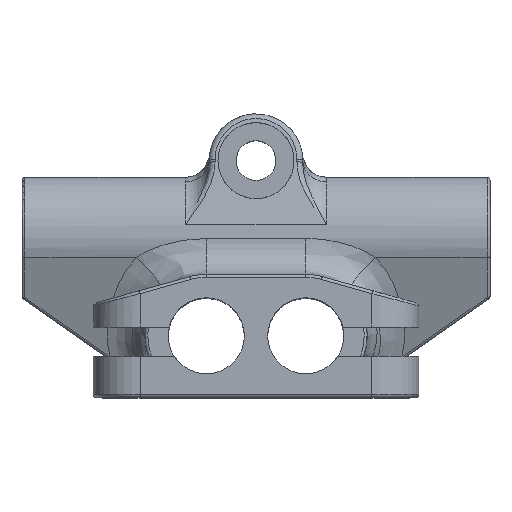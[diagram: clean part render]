
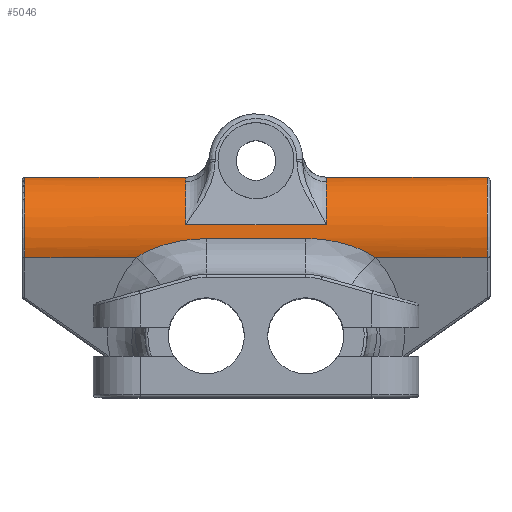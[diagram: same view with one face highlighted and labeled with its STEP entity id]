
A CAD part, top view. The second image highlights one B-rep face of the part: STEP entity #5046.
In plain terms, the highlighted cylindrical face has radius 5.25 mm (diameter 10.5 mm), a partial arc.
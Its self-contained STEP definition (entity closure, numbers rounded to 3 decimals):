
#209=LINE('',#7502,#514);
#230=LINE('',#7930,#535);
#231=LINE('',#7934,#536);
#232=LINE('',#7942,#537);
#233=LINE('',#7950,#538);
#234=LINE('',#7953,#539);
#514=VECTOR('',#5950,10.);
#535=VECTOR('',#6043,10.);
#536=VECTOR('',#6046,10.);
#537=VECTOR('',#6047,10.);
#538=VECTOR('',#6048,10.);
#539=VECTOR('',#6051,10.);
#822=CYLINDRICAL_SURFACE('',#5417,5.25);
#932=FACE_OUTER_BOUND('',#1263,.T.);
#1263=EDGE_LOOP('',(#3452,#3453,#3454,#3455,#3456,#3457,#3458,#3459,#3460,
#3461,#3462,#3463,#3464,#3465));
#1610=B_SPLINE_CURVE_WITH_KNOTS('',3,(#7829,#7830,#7831,#7832),
 .UNSPECIFIED.,.F.,.F.,(4,4),(-2.738,-2.58),
 .UNSPECIFIED.);
#1616=B_SPLINE_CURVE_WITH_KNOTS('',3,(#7924,#7925,#7926,#7927),
 .UNSPECIFIED.,.F.,.F.,(4,4),(2.577,2.735),
 .UNSPECIFIED.);
#1617=B_SPLINE_CURVE_WITH_KNOTS('',3,(#7936,#7937,#7938,#7939,#7940),
 .UNSPECIFIED.,.F.,.F.,(4,1,4),(0.,0.289,
0.673),.UNSPECIFIED.);
#1618=B_SPLINE_CURVE_WITH_KNOTS('',3,(#7944,#7945,#7946,#7947,#7948),
 .UNSPECIFIED.,.F.,.F.,(4,1,4),(6.927,7.216,7.601),
 .UNSPECIFIED.);
#1769=CIRCLE('',#5386,5.25);
#1784=CIRCLE('',#5414,5.25);
#1787=CIRCLE('',#5418,5.25);
#1788=CIRCLE('',#5419,5.25);
#2066=VERTEX_POINT('',#7375);
#2073=VERTEX_POINT('',#7484);
#2076=VERTEX_POINT('',#7508);
#2109=VERTEX_POINT('',#7818);
#2113=VERTEX_POINT('',#7889);
#2114=VERTEX_POINT('',#7913);
#2115=VERTEX_POINT('',#7929);
#2116=VERTEX_POINT('',#7931);
#2117=VERTEX_POINT('',#7933);
#2118=VERTEX_POINT('',#7935);
#2119=VERTEX_POINT('',#7941);
#2120=VERTEX_POINT('',#7943);
#2121=VERTEX_POINT('',#7949);
#2122=VERTEX_POINT('',#7951);
#2552=EDGE_CURVE('',#2066,#2073,#209,.T.);
#2556=EDGE_CURVE('',#2076,#2066,#1769,.T.);
#2598=EDGE_CURVE('',#2109,#2076,#1610,.T.);
#2609=EDGE_CURVE('',#2073,#2113,#1784,.T.);
#2613=EDGE_CURVE('',#2113,#2114,#1616,.T.);
#2614=EDGE_CURVE('',#2109,#2115,#230,.T.);
#2615=EDGE_CURVE('',#2116,#2115,#1787,.T.);
#2616=EDGE_CURVE('',#2116,#2117,#231,.T.);
#2617=EDGE_CURVE('',#2118,#2117,#1617,.T.);
#2618=EDGE_CURVE('',#2119,#2118,#232,.T.);
#2619=EDGE_CURVE('',#2120,#2119,#1618,.T.);
#2620=EDGE_CURVE('',#2120,#2121,#233,.T.);
#2621=EDGE_CURVE('',#2122,#2121,#1788,.T.);
#2622=EDGE_CURVE('',#2122,#2114,#234,.T.);
#3452=ORIENTED_EDGE('',*,*,#2598,.F.);
#3453=ORIENTED_EDGE('',*,*,#2614,.T.);
#3454=ORIENTED_EDGE('',*,*,#2615,.F.);
#3455=ORIENTED_EDGE('',*,*,#2616,.T.);
#3456=ORIENTED_EDGE('',*,*,#2617,.F.);
#3457=ORIENTED_EDGE('',*,*,#2618,.F.);
#3458=ORIENTED_EDGE('',*,*,#2619,.F.);
#3459=ORIENTED_EDGE('',*,*,#2620,.T.);
#3460=ORIENTED_EDGE('',*,*,#2621,.F.);
#3461=ORIENTED_EDGE('',*,*,#2622,.T.);
#3462=ORIENTED_EDGE('',*,*,#2613,.F.);
#3463=ORIENTED_EDGE('',*,*,#2609,.F.);
#3464=ORIENTED_EDGE('',*,*,#2552,.F.);
#3465=ORIENTED_EDGE('',*,*,#2556,.F.);
#5046=ADVANCED_FACE('',(#932),#822,.T.);
#5386=AXIS2_PLACEMENT_3D('',#7510,#5959,#5960);
#5414=AXIS2_PLACEMENT_3D('',#7890,#6035,#6036);
#5417=AXIS2_PLACEMENT_3D('',#7928,#6041,#6042);
#5418=AXIS2_PLACEMENT_3D('',#7932,#6044,#6045);
#5419=AXIS2_PLACEMENT_3D('',#7952,#6049,#6050);
#5950=DIRECTION('',(1.,0.,0.));
#5959=DIRECTION('center_axis',(1.,0.,0.));
#5960=DIRECTION('ref_axis',(0.,0.692,0.722));
#6035=DIRECTION('center_axis',(-1.,0.,0.));
#6036=DIRECTION('ref_axis',(0.,0.692,0.722));
#6041=DIRECTION('center_axis',(1.,0.,0.));
#6042=DIRECTION('ref_axis',(0.,1.,0.));
#6043=DIRECTION('',(-1.,0.,0.));
#6044=DIRECTION('center_axis',(-1.,0.,0.));
#6045=DIRECTION('ref_axis',(0.,0.471,0.882));
#6046=DIRECTION('',(1.,0.,0.));
#6047=DIRECTION('',(-1.,0.,0.));
#6048=DIRECTION('',(1.,0.,0.));
#6049=DIRECTION('center_axis',(1.,0.,0.));
#6050=DIRECTION('ref_axis',(0.,0.471,0.882));
#6051=DIRECTION('',(-1.,0.,0.));
#7375=CARTESIAN_POINT('',(-6.,9.532,5.148));
#7484=CARTESIAN_POINT('',(6.,9.532,5.148));
#7502=CARTESIAN_POINT('',(0.,9.532,5.148));
#7508=CARTESIAN_POINT('',(-6.,13.207,2.325));
#7510=CARTESIAN_POINT('Origin',(-6.,8.5,0.));
#7818=CARTESIAN_POINT('',(-5.976,13.599,1.25));
#7829=CARTESIAN_POINT('Ctrl Pts',(-5.976,13.599,1.25));
#7830=CARTESIAN_POINT('Ctrl Pts',(-5.987,13.508,1.622));
#7831=CARTESIAN_POINT('Ctrl Pts',(-6.,13.375,1.985));
#7832=CARTESIAN_POINT('Ctrl Pts',(-6.,13.207,2.325));
#7889=CARTESIAN_POINT('',(6.,13.207,2.325));
#7890=CARTESIAN_POINT('Origin',(6.,8.5,0.));
#7913=CARTESIAN_POINT('',(5.976,13.599,1.25));
#7924=CARTESIAN_POINT('Ctrl Pts',(6.,13.207,2.325));
#7925=CARTESIAN_POINT('Ctrl Pts',(6.,13.375,1.985));
#7926=CARTESIAN_POINT('Ctrl Pts',(5.987,13.507,1.622));
#7927=CARTESIAN_POINT('Ctrl Pts',(5.976,13.599,1.25));
#7928=CARTESIAN_POINT('Origin',(0.,8.5,0.));
#7929=CARTESIAN_POINT('',(-19.75,13.599,1.25));
#7930=CARTESIAN_POINT('',(0.,13.599,1.25));
#7931=CARTESIAN_POINT('',(-19.75,6.704,4.933));
#7932=CARTESIAN_POINT('Origin',(-19.75,8.5,0.));
#7933=CARTESIAN_POINT('',(-10.235,6.704,4.933));
#7934=CARTESIAN_POINT('',(0.,6.704,4.933));
#7935=CARTESIAN_POINT('',(-4.25,8.341,5.248));
#7936=CARTESIAN_POINT('Ctrl Pts',(-4.25,8.341,5.248));
#7937=CARTESIAN_POINT('Ctrl Pts',(-5.212,8.341,5.248));
#7938=CARTESIAN_POINT('Ctrl Pts',(-7.456,8.092,5.248));
#7939=CARTESIAN_POINT('Ctrl Pts',(-9.381,7.277,5.142));
#7940=CARTESIAN_POINT('Ctrl Pts',(-10.235,6.704,4.933));
#7941=CARTESIAN_POINT('',(4.25,8.341,5.248));
#7942=CARTESIAN_POINT('',(0.,8.341,5.248));
#7943=CARTESIAN_POINT('',(10.235,6.704,4.933));
#7944=CARTESIAN_POINT('Ctrl Pts',(10.235,6.704,4.933));
#7945=CARTESIAN_POINT('Ctrl Pts',(9.595,7.134,5.09));
#7946=CARTESIAN_POINT('Ctrl Pts',(7.777,8.001,5.256));
#7947=CARTESIAN_POINT('Ctrl Pts',(5.533,8.341,5.248));
#7948=CARTESIAN_POINT('Ctrl Pts',(4.25,8.341,5.248));
#7949=CARTESIAN_POINT('',(19.75,6.704,4.933));
#7950=CARTESIAN_POINT('',(0.,6.704,4.933));
#7951=CARTESIAN_POINT('',(19.75,13.599,1.25));
#7952=CARTESIAN_POINT('Origin',(19.75,8.5,0.));
#7953=CARTESIAN_POINT('',(0.,13.599,1.25));
